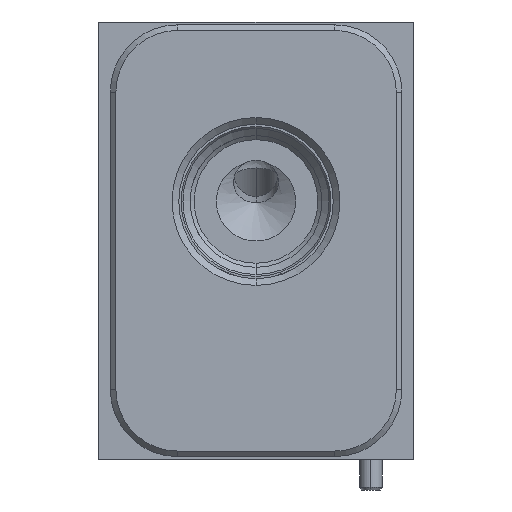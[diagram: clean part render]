
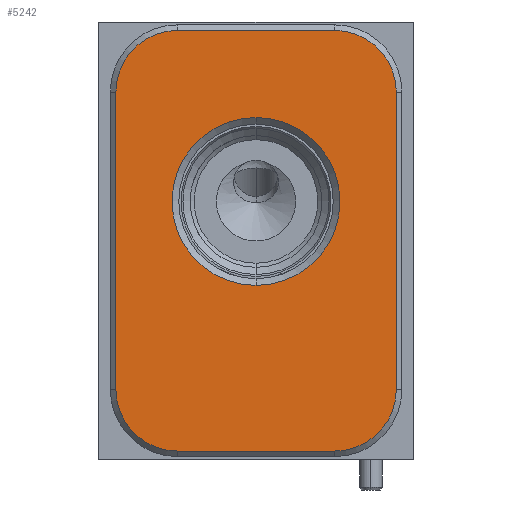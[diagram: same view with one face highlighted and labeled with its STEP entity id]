
A CAD part, left-side view. The second image highlights one B-rep face of the part: STEP entity #5242.
In plain terms, the highlighted planar face has unit normal (-1, 0, 0).
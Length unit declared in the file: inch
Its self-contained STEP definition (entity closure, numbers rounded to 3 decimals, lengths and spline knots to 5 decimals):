
#2849=CARTESIAN_POINT('',(0.,-1.313,2.047));
#2850=DIRECTION('',(1.,0.,0.));
#2851=DIRECTION('',(0.,0.,1.));
#2852=AXIS2_PLACEMENT_3D('',#2849,#2850,#2851);
#2863=CARTESIAN_POINT('',(0.,-0.875,1.438));
#2864=DIRECTION('',(1.,0.,0.));
#2865=DIRECTION('',(0.,0.,-1.));
#2866=AXIS2_PLACEMENT_3D('',#2863,#2864,#2865);
#2868=CARTESIAN_POINT('',(0.,-0.875,1.438));
#2869=DIRECTION('',(1.,0.,0.));
#2870=DIRECTION('',(0.,0.,1.));
#2871=AXIS2_PLACEMENT_3D('',#2868,#2869,#2870);
#2881=DIRECTION('',(0.,0.,-1.));
#2882=VECTOR('',#2881,1.656);
#2883=CARTESIAN_POINT('',(0.,-1.657,2.047));
#2884=LINE('',#2883,#2882);
#2901=CARTESIAN_POINT('',(0.,-1.313,0.391));
#2902=DIRECTION('',(1.,0.,0.));
#2903=DIRECTION('',(0.,-1.,0.));
#2904=AXIS2_PLACEMENT_3D('',#2901,#2902,#2903);
#2919=DIRECTION('',(0.,1.,0.));
#2920=VECTOR('',#2919,0.875);
#2921=CARTESIAN_POINT('',(0.,-1.313,0.047));
#2922=LINE('',#2921,#2920);
#2935=CARTESIAN_POINT('',(0.,-0.438,0.391));
#2936=DIRECTION('',(1.,0.,0.));
#2937=DIRECTION('',(0.,0.,-1.));
#2938=AXIS2_PLACEMENT_3D('',#2935,#2936,#2937);
#2949=DIRECTION('',(0.,0.,1.));
#2950=VECTOR('',#2949,1.656);
#2951=CARTESIAN_POINT('',(0.,-0.094,0.391));
#2952=LINE('',#2951,#2950);
#2969=CARTESIAN_POINT('',(0.,-0.438,2.047));
#2970=DIRECTION('',(1.,0.,0.));
#2971=DIRECTION('',(0.,1.,0.));
#2972=AXIS2_PLACEMENT_3D('',#2969,#2970,#2971);
#2983=DIRECTION('',(0.,-1.,0.));
#2984=VECTOR('',#2983,0.875);
#2985=CARTESIAN_POINT('',(0.,-0.438,2.391));
#2986=LINE('',#2985,#2984);
#3259=CARTESIAN_POINT('',(0.,-0.875,0.97));
#3260=CARTESIAN_POINT('',(0.,-0.875,1.906));
#3261=VERTEX_POINT('',#3259);
#3262=VERTEX_POINT('',#3260);
#3305=CARTESIAN_POINT('',(0.,-1.313,0.047));
#3306=CARTESIAN_POINT('',(0.,-0.438,0.047));
#3307=VERTEX_POINT('',#3305);
#3308=VERTEX_POINT('',#3306);
#3313=CARTESIAN_POINT('',(0.,-0.094,0.391));
#3314=VERTEX_POINT('',#3313);
#3317=CARTESIAN_POINT('',(0.,-0.094,2.047));
#3318=VERTEX_POINT('',#3317);
#3321=CARTESIAN_POINT('',(0.,-0.438,2.391));
#3322=VERTEX_POINT('',#3321);
#3325=CARTESIAN_POINT('',(0.,-1.313,2.391));
#3326=VERTEX_POINT('',#3325);
#3329=CARTESIAN_POINT('',(0.,-1.657,2.047));
#3330=VERTEX_POINT('',#3329);
#3333=CARTESIAN_POINT('',(0.,-1.657,0.391));
#3334=VERTEX_POINT('',#3333);
#5214=CARTESIAN_POINT('',(0.,0.,0.));
#5215=DIRECTION('',(-1.,0.,0.));
#5216=DIRECTION('',(0.,-1.,0.));
#5217=AXIS2_PLACEMENT_3D('',#5214,#5215,#5216);
#5218=PLANE('',#5217);
#5219=ORIENTED_EDGE('',*,*,#5204,.T.);
#5221=ORIENTED_EDGE('',*,*,#5220,.T.);
#5223=ORIENTED_EDGE('',*,*,#5222,.T.);
#5225=ORIENTED_EDGE('',*,*,#5224,.T.);
#5227=ORIENTED_EDGE('',*,*,#5226,.T.);
#5229=ORIENTED_EDGE('',*,*,#5228,.T.);
#5231=ORIENTED_EDGE('',*,*,#5230,.T.);
#5233=ORIENTED_EDGE('',*,*,#5232,.T.);
#5234=EDGE_LOOP('',(#5219,#5221,#5223,#5225,#5227,#5229,#5231,#5233));
#5235=FACE_OUTER_BOUND('',#5234,.F.);
#5237=ORIENTED_EDGE('',*,*,#5236,.F.);
#5239=ORIENTED_EDGE('',*,*,#5238,.F.);
#5240=EDGE_LOOP('',(#5237,#5239));
#5241=FACE_BOUND('',#5240,.F.);
#5242=ADVANCED_FACE('',(#5235,#5241),#5218,.T.);
#2853=CIRCLE('',#2852,0.344);
#2867=CIRCLE('',#2866,0.468);
#2872=CIRCLE('',#2871,0.468);
#2905=CIRCLE('',#2904,0.344);
#2939=CIRCLE('',#2938,0.344);
#2973=CIRCLE('',#2972,0.344);
#5204=EDGE_CURVE('',#3326,#3330,#2853,.T.);
#5220=EDGE_CURVE('',#3330,#3334,#2884,.T.);
#5222=EDGE_CURVE('',#3334,#3307,#2905,.T.);
#5224=EDGE_CURVE('',#3307,#3308,#2922,.T.);
#5226=EDGE_CURVE('',#3308,#3314,#2939,.T.);
#5228=EDGE_CURVE('',#3314,#3318,#2952,.T.);
#5230=EDGE_CURVE('',#3318,#3322,#2973,.T.);
#5232=EDGE_CURVE('',#3322,#3326,#2986,.T.);
#5236=EDGE_CURVE('',#3261,#3262,#2867,.T.);
#5238=EDGE_CURVE('',#3262,#3261,#2872,.T.);
